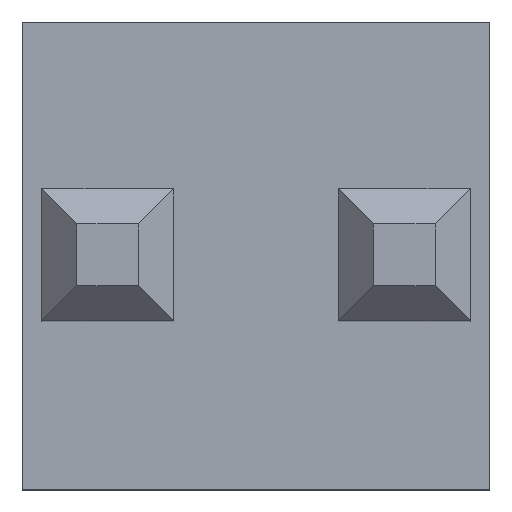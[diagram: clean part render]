
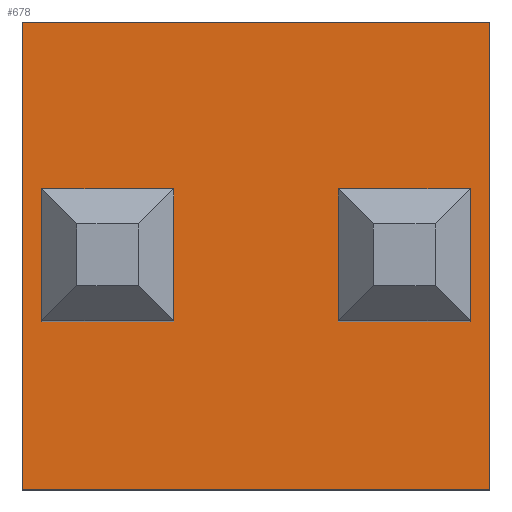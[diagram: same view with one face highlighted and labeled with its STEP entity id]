
A CAD part, top view. The second image highlights one B-rep face of the part: STEP entity #678.
In plain terms, the highlighted planar face has unit normal (0, 0, 1).
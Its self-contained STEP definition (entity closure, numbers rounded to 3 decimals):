
#4 = DIRECTION ( 'NONE',  ( 1., 0., 0. ) ) ;
#5 = CARTESIAN_POINT ( 'NONE',  ( -1.835, -0.565, 4. ) ) ;
#7 = LINE ( 'NONE', #5, #343 ) ;
#11 = CARTESIAN_POINT ( 'NONE',  ( 2., 2., 4. ) ) ;
#13 = DIRECTION ( 'NONE',  ( 1., 0., 0. ) ) ;
#23 = DIRECTION ( 'NONE',  ( -1., 0., 0. ) ) ;
#24 = CARTESIAN_POINT ( 'NONE',  ( -1.835, 0.565, 4. ) ) ;
#25 = LINE ( 'NONE', #24, #485 ) ;
#44 = DIRECTION ( 'NONE',  ( -1., 0., 0. ) ) ;
#45 = DIRECTION ( 'NONE',  ( 0., 0., -1. ) ) ;
#46 = PLANE ( 'NONE',  #629 ) ;
#47 = FACE_BOUND ( 'NONE', #451, .T. ) ;
#49 = DIRECTION ( 'NONE',  ( 0., 1., 0. ) ) ;
#50 = CARTESIAN_POINT ( 'NONE',  ( 2., -2., 4. ) ) ;
#51 = LINE ( 'NONE', #50, #618 ) ;
#52 = FACE_OUTER_BOUND ( 'NONE', #394, .T. ) ;
#53 = FACE_BOUND ( 'NONE', #439, .T. ) ;
#54 = CARTESIAN_POINT ( 'NONE',  ( 2., 2., 4. ) ) ;
#115 = DIRECTION ( 'NONE',  ( -1., 0., 0. ) ) ;
#117 = CARTESIAN_POINT ( 'NONE',  ( 0.705, 0.565, 4. ) ) ;
#118 = CARTESIAN_POINT ( 'NONE',  ( -2., -2., 4. ) ) ;
#119 = LINE ( 'NONE', #117, #624 ) ;
#122 = DIRECTION ( 'NONE',  ( 0., -1., 0. ) ) ;
#148 = DIRECTION ( 'NONE',  ( -1., 0., 0. ) ) ;
#149 = CARTESIAN_POINT ( 'NONE',  ( -2., 2., 4. ) ) ;
#150 = LINE ( 'NONE', #149, #648 ) ;
#152 = DIRECTION ( 'NONE',  ( 0., -1., 0. ) ) ;
#153 = CARTESIAN_POINT ( 'NONE',  ( -1.835, 0.565, 4. ) ) ;
#155 = VERTEX_POINT ( 'NONE', #232 ) ;
#157 = VERTEX_POINT ( 'NONE', #230 ) ;
#158 = LINE ( 'NONE', #200, #638 ) ;
#161 = VERTEX_POINT ( 'NONE', #228 ) ;
#162 = VERTEX_POINT ( 'NONE', #227 ) ;
#164 = LINE ( 'NONE', #118, #644 ) ;
#167 = VERTEX_POINT ( 'NONE', #225 ) ;
#172 = VERTEX_POINT ( 'NONE', #223 ) ;
#176 = LINE ( 'NONE', #153, #643 ) ;
#177 = VERTEX_POINT ( 'NONE', #220 ) ;
#178 = VERTEX_POINT ( 'NONE', #219 ) ;
#179 = VERTEX_POINT ( 'NONE', #218 ) ;
#180 = DIRECTION ( 'NONE',  ( 0., -1., 0. ) ) ;
#182 = VERTEX_POINT ( 'NONE', #11 ) ;
#185 = DIRECTION ( 'NONE',  ( 1., 0., 0. ) ) ;
#186 = CARTESIAN_POINT ( 'NONE',  ( 0.705, -0.565, 4. ) ) ;
#187 = LINE ( 'NONE', #186, #494 ) ;
#198 = LINE ( 'NONE', #202, #500 ) ;
#200 = CARTESIAN_POINT ( 'NONE',  ( -0.705, 0.565, 4. ) ) ;
#202 = CARTESIAN_POINT ( 'NONE',  ( 0.705, 0.565, 4. ) ) ;
#205 = VERTEX_POINT ( 'NONE', #277 ) ;
#218 = CARTESIAN_POINT ( 'NONE',  ( 1.835, 0.565, 4. ) ) ;
#219 = CARTESIAN_POINT ( 'NONE',  ( -2., 2., 4. ) ) ;
#220 = CARTESIAN_POINT ( 'NONE',  ( -0.705, -0.565, 4. ) ) ;
#223 = CARTESIAN_POINT ( 'NONE',  ( 0.705, 0.565, 4. ) ) ;
#225 = CARTESIAN_POINT ( 'NONE',  ( -2., -2., 4. ) ) ;
#227 = CARTESIAN_POINT ( 'NONE',  ( 0.705, -0.565, 4. ) ) ;
#228 = CARTESIAN_POINT ( 'NONE',  ( 1.835, -0.565, 4. ) ) ;
#230 = CARTESIAN_POINT ( 'NONE',  ( 2., -2., 4. ) ) ;
#232 = CARTESIAN_POINT ( 'NONE',  ( -1.835, 0.565, 4. ) ) ;
#240 = VERTEX_POINT ( 'NONE', #276 ) ;
#250 = ORIENTED_EDGE ( 'NONE', *, *, #626, .F. ) ;
#252 = CARTESIAN_POINT ( 'NONE',  ( 1.835, 0.565, 4. ) ) ;
#253 = LINE ( 'NONE', #252, #506 ) ;
#256 = ORIENTED_EDGE ( 'NONE', *, *, #604, .F. ) ;
#257 = ORIENTED_EDGE ( 'NONE', *, *, #666, .F. ) ;
#259 = CARTESIAN_POINT ( 'NONE',  ( -2., -2., 4. ) ) ;
#261 = DIRECTION ( 'NONE',  ( 0., 1., 0. ) ) ;
#266 = ORIENTED_EDGE ( 'NONE', *, *, #651, .F. ) ;
#267 = ORIENTED_EDGE ( 'NONE', *, *, #657, .T. ) ;
#268 = ORIENTED_EDGE ( 'NONE', *, *, #659, .T. ) ;
#269 = ORIENTED_EDGE ( 'NONE', *, *, #660, .T. ) ;
#271 = ORIENTED_EDGE ( 'NONE', *, *, #677, .T. ) ;
#276 = CARTESIAN_POINT ( 'NONE',  ( -0.705, 0.565, 4. ) ) ;
#277 = CARTESIAN_POINT ( 'NONE',  ( -1.835, -0.565, 4. ) ) ;
#280 = LINE ( 'NONE', #259, #650 ) ;
#281 = DIRECTION ( 'NONE',  ( 0., 1., 0. ) ) ;
#284 = ORIENTED_EDGE ( 'NONE', *, *, #803, .F. ) ;
#285 = ORIENTED_EDGE ( 'NONE', *, *, #658, .F. ) ;
#287 = ORIENTED_EDGE ( 'NONE', *, *, #799, .F. ) ;
#288 = ORIENTED_EDGE ( 'NONE', *, *, #655, .F. ) ;
#343 = VECTOR ( 'NONE', #4, 1000. ) ;
#394 = EDGE_LOOP ( 'NONE', ( #271, #269, #268, #267 ) ) ;
#439 = EDGE_LOOP ( 'NONE', ( #288, #287, #285, #284 ) ) ;
#451 = EDGE_LOOP ( 'NONE', ( #266, #257, #256, #250 ) ) ;
#485 = VECTOR ( 'NONE', #23, 1000. ) ;
#494 = VECTOR ( 'NONE', #185, 1000. ) ;
#500 = VECTOR ( 'NONE', #180, 1000. ) ;
#506 = VECTOR ( 'NONE', #261, 1000. ) ;
#604 = EDGE_CURVE ( 'NONE', #161, #179, #253, .T. ) ;
#618 = VECTOR ( 'NONE', #49, 1000. ) ;
#624 = VECTOR ( 'NONE', #115, 1000. ) ;
#626 = EDGE_CURVE ( 'NONE', #162, #161, #187, .T. ) ;
#629 = AXIS2_PLACEMENT_3D ( 'NONE', #54, #45, #44 ) ;
#638 = VECTOR ( 'NONE', #281, 1000. ) ;
#643 = VECTOR ( 'NONE', #152, 1000. ) ;
#644 = VECTOR ( 'NONE', #13, 1000. ) ;
#648 = VECTOR ( 'NONE', #148, 1000. ) ;
#650 = VECTOR ( 'NONE', #122, 1000. ) ;
#651 = EDGE_CURVE ( 'NONE', #172, #162, #198, .T. ) ;
#655 = EDGE_CURVE ( 'NONE', #155, #205, #176, .T. ) ;
#657 = EDGE_CURVE ( 'NONE', #167, #157, #164, .T. ) ;
#658 = EDGE_CURVE ( 'NONE', #177, #240, #158, .T. ) ;
#659 = EDGE_CURVE ( 'NONE', #178, #167, #280, .T. ) ;
#660 = EDGE_CURVE ( 'NONE', #182, #178, #150, .T. ) ;
#666 = EDGE_CURVE ( 'NONE', #179, #172, #119, .T. ) ;
#677 = EDGE_CURVE ( 'NONE', #157, #182, #51, .T. ) ;
#678 = ADVANCED_FACE ( 'NONE', ( #53, #52, #47 ), #46, .F. ) ;
#799 = EDGE_CURVE ( 'NONE', #240, #155, #25, .T. ) ;
#803 = EDGE_CURVE ( 'NONE', #205, #177, #7, .T. ) ;
